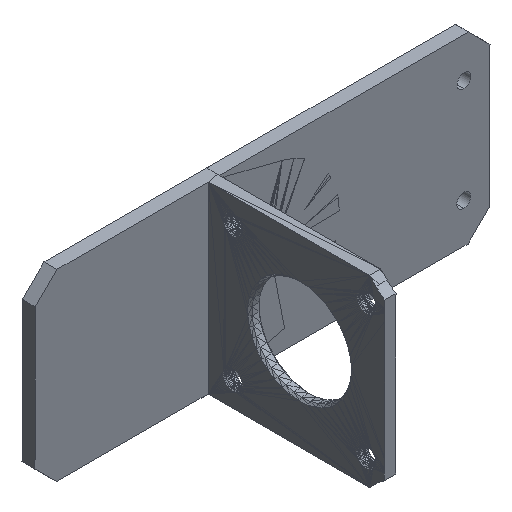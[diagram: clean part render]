
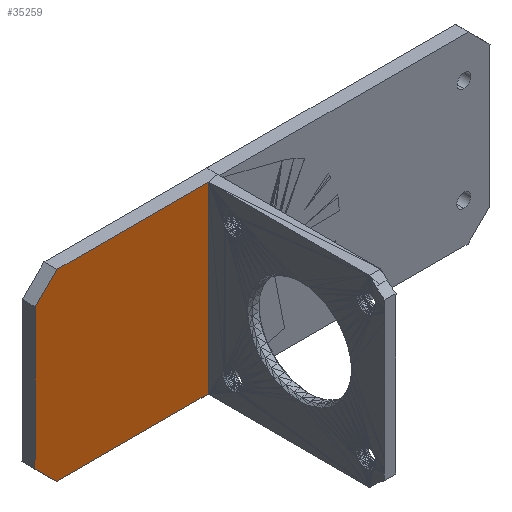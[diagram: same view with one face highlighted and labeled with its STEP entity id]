
A CAD part, isometric view. The second image highlights one B-rep face of the part: STEP entity #35259.
In plain terms, the highlighted planar face has unit normal (0, -1, -0.002).
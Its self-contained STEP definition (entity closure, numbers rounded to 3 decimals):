
#130 = ORIENTED_EDGE ( 'NONE', *, *, #32629, .T. ) ;
#689 = EDGE_CURVE ( 'NONE', #14982, #30135, #10260, .T. ) ;
#831 = EDGE_CURVE ( 'NONE', #8121, #2576, #5003, .T. ) ;
#1671 = FACE_OUTER_BOUND ( 'NONE', #22990, .T. ) ;
#2576 = VERTEX_POINT ( 'NONE', #30628 ) ;
#2964 = VERTEX_POINT ( 'NONE', #36023 ) ;
#4874 = DIRECTION ( 'NONE',  ( 0., -1., -0.002 ) ) ;
#5003 = LINE ( 'NONE', #29856, #37103 ) ;
#8021 = DIRECTION ( 'NONE',  ( -1., 0., 0. ) ) ;
#8121 = VERTEX_POINT ( 'NONE', #20952 ) ;
#8158 = DIRECTION ( 'NONE',  ( 0.707, 0.002, -0.707 ) ) ;
#8751 = VECTOR ( 'NONE', #29709, 1000. ) ;
#8783 = AXIS2_PLACEMENT_3D ( 'NONE', #14126, #4874, #38577 ) ;
#10151 = VECTOR ( 'NONE', #25520, 1000. ) ;
#10260 = LINE ( 'NONE', #31498, #10817 ) ;
#10516 = PLANE ( 'NONE',  #8783 ) ;
#10739 = LINE ( 'NONE', #39143, #8751 ) ;
#10817 = VECTOR ( 'NONE', #28695, 1000. ) ;
#13951 = VECTOR ( 'NONE', #8158, 1000. ) ;
#14126 = CARTESIAN_POINT ( 'NONE',  ( 0., 42.332, 0.093 ) ) ;
#14982 = VERTEX_POINT ( 'NONE', #30185 ) ;
#17187 = CARTESIAN_POINT ( 'NONE',  ( 0., 42.321, 5.082 ) ) ;
#18394 = VERTEX_POINT ( 'NONE', #29846 ) ;
#18675 = EDGE_CURVE ( 'NONE', #14982, #2576, #38453, .T. ) ;
#19017 = EDGE_CURVE ( 'NONE', #2964, #18394, #10739, .T. ) ;
#19203 = CARTESIAN_POINT ( 'NONE',  ( 5., 42.239, 42.582 ) ) ;
#19688 = ORIENTED_EDGE ( 'NONE', *, *, #18675, .T. ) ;
#20952 = CARTESIAN_POINT ( 'NONE',  ( 40., 42.332, 0.082 ) ) ;
#21956 = ORIENTED_EDGE ( 'NONE', *, *, #689, .F. ) ;
#22990 = EDGE_LOOP ( 'NONE', ( #24167, #130, #21956, #19688, #37735, #27975 ) ) ;
#24167 = ORIENTED_EDGE ( 'NONE', *, *, #19017, .F. ) ;
#25013 = LINE ( 'NONE', #19203, #28943 ) ;
#25520 = DIRECTION ( 'NONE',  ( 0., -0.002, 1. ) ) ;
#27254 = EDGE_CURVE ( 'NONE', #8121, #18394, #29509, .T. ) ;
#27975 = ORIENTED_EDGE ( 'NONE', *, *, #27254, .T. ) ;
#28695 = DIRECTION ( 'NONE',  ( 0., -0.002, 1. ) ) ;
#28943 = VECTOR ( 'NONE', #34233, 1000. ) ;
#29509 = LINE ( 'NONE', #35343, #10151 ) ;
#29709 = DIRECTION ( 'NONE',  ( 1., 0., 0. ) ) ;
#29846 = CARTESIAN_POINT ( 'NONE',  ( 40., 42.239, 42.581 ) ) ;
#29856 = CARTESIAN_POINT ( 'NONE',  ( 40., 42.332, 0.082 ) ) ;
#30135 = VERTEX_POINT ( 'NONE', #36877 ) ;
#30185 = CARTESIAN_POINT ( 'NONE',  ( 0., 42.321, 5.082 ) ) ;
#30628 = CARTESIAN_POINT ( 'NONE',  ( 5., 42.332, 0.082 ) ) ;
#31498 = CARTESIAN_POINT ( 'NONE',  ( 0., 42.321, 5.082 ) ) ;
#32629 = EDGE_CURVE ( 'NONE', #2964, #30135, #25013, .T. ) ;
#34233 = DIRECTION ( 'NONE',  ( -0.707, 0.002, -0.707 ) ) ;
#35259 = ADVANCED_FACE ( 'NONE', ( #1671 ), #10516, .T. ) ;
#35343 = CARTESIAN_POINT ( 'NONE',  ( 40., 42.332, 0.082 ) ) ;
#36023 = CARTESIAN_POINT ( 'NONE',  ( 5., 42.239, 42.582 ) ) ;
#36877 = CARTESIAN_POINT ( 'NONE',  ( 0., 42.25, 37.582 ) ) ;
#37103 = VECTOR ( 'NONE', #8021, 1000. ) ;
#37735 = ORIENTED_EDGE ( 'NONE', *, *, #831, .F. ) ;
#38453 = LINE ( 'NONE', #17187, #13951 ) ;
#38577 = DIRECTION ( 'NONE',  ( 0., 0.002, -1. ) ) ;
#39143 = CARTESIAN_POINT ( 'NONE',  ( 0., 42.239, 42.582 ) ) ;
